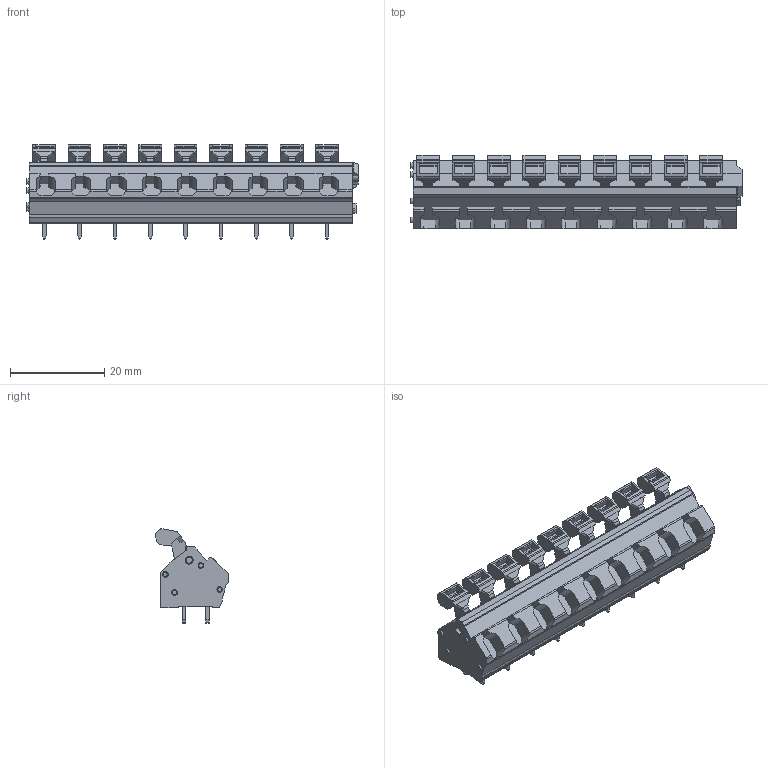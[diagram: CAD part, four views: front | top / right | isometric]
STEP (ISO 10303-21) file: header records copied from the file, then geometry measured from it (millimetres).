
FILE_DESCRIPTION(('CATIA V5 STEP Exchange','CAx-IF Rec.Pracs.--- Model Styling and Organization---1.2---2011-12-15'),'2;1');
FILE_NAME ('D1460252_0_1953080000_1953080000.stp','2018-09-19T11:10:42+00:00',('none'),('Weidmueller'),'CATIA Version 5-6 Release 2014','CATIA V5 STEP AP214','none');
FILE_SCHEMA(('AUTOMOTIVE_DESIGN { 1 0 10303 214 1 1 1 1 }'));
Length unit declared in the file: millimetre
Products named in the file (1): 1953080000
Bounding box: 70.4 x 15.6 x 19.94 mm (x, y, z)
Volume: 9479.1 mm3; surface area: 6323.6 mm2
Topology: 29 solids, 29 shells, 1106 faces, 3100 edges, 2075 vertices
Faces by surface type: plane 598, cylinder 470, cone 26, extrusion 10, torus 2
Entity records: 31846 total; most frequent: ORIENTED_EDGE 6200, CARTESIAN_POINT 6112, DIRECTION 3872, EDGE_CURVE 3100, VERTEX_POINT 2075, VECTOR 2062, LINE 2052, AXIS2_PLACEMENT_3D 1383
